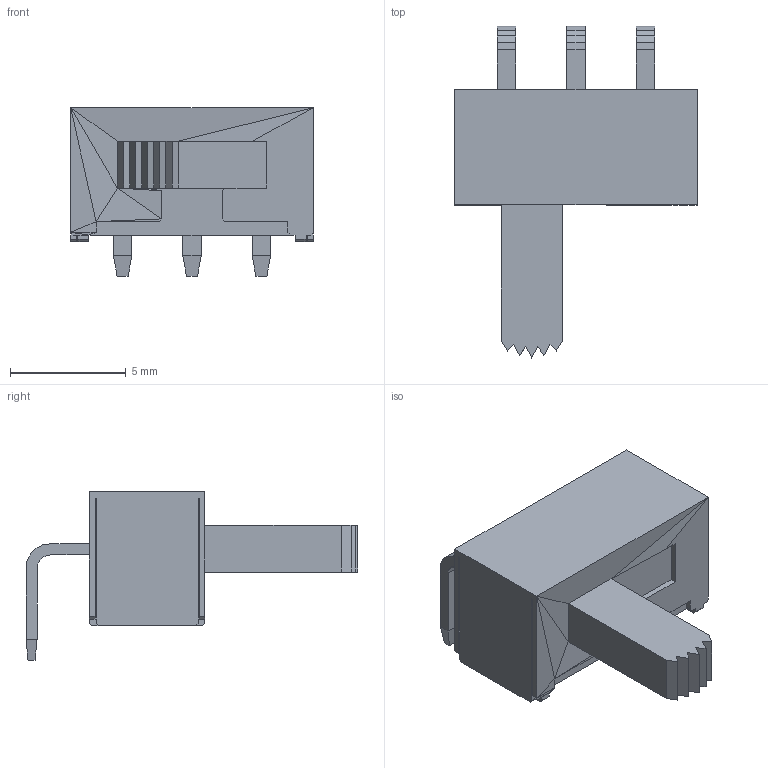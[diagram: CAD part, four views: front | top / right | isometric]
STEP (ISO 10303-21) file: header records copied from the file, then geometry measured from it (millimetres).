
FILE_DESCRIPTION(('FreeCAD Model'),'2;1');
FILE_NAME( 'slideSwitch.step', '2019-12-03T19:51:09',('Author'),(''), 'Open CASCADE STEP processor 7.3','FreeCAD','Unknown');
FILE_SCHEMA(('AUTOMOTIVE_DESIGN { 1 0 10303 214 1 1 1 1 }'));
Length unit declared in the file: millimetre
Products named in the file (1): slideSwitch002
Bounding box: 10.5 x 14.36 x 7.3 mm (x, y, z)
Surface area: 412.2 mm2 (no closed solid volume)
Topology: 0 solids, 4 shells, 233 faces, 537 edges, 311 vertices
Faces by surface type: plane 233
Entity records: 13253 total; most frequent: CARTESIAN_POINT 2267, DIRECTION 1988, LINE 1520, VECTOR 1520, ORIENTED_EDGE 1078, PCURVE 1078, DEFINITIONAL_REPRESENTATION 1078, EDGE_CURVE 543
